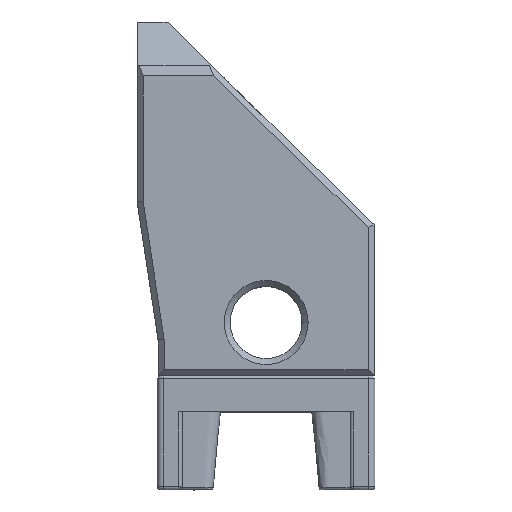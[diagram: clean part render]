
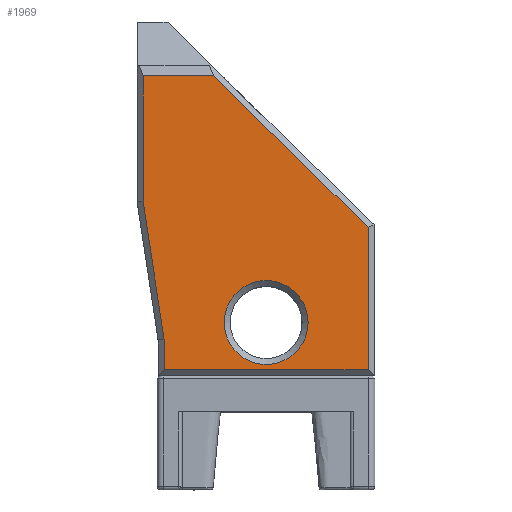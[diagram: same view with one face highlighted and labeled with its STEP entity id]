
A CAD part, top view. The second image highlights one B-rep face of the part: STEP entity #1969.
In plain terms, the highlighted planar face has unit normal (0, 0, 1).
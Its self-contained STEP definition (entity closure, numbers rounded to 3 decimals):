
#99=FACE_BOUND('',#403,.T.);
#185=CIRCLE('',#2164,7.);
#280=FACE_OUTER_BOUND('',#402,.T.);
#402=EDGE_LOOP('',(#1675,#1676,#1677,#1678,#1679,#1680,#1681));
#403=EDGE_LOOP('',(#1682));
#579=LINE('',#4156,#736);
#580=LINE('',#4158,#737);
#581=LINE('',#4160,#738);
#582=LINE('',#4162,#739);
#583=LINE('',#4164,#740);
#584=LINE('',#4166,#741);
#585=LINE('',#4167,#742);
#736=VECTOR('',#2626,10.);
#737=VECTOR('',#2627,10.);
#738=VECTOR('',#2628,10.);
#739=VECTOR('',#2629,10.);
#740=VECTOR('',#2630,10.);
#741=VECTOR('',#2631,10.);
#742=VECTOR('',#2632,10.);
#924=VERTEX_POINT('',#4129);
#930=VERTEX_POINT('',#4154);
#931=VERTEX_POINT('',#4155);
#932=VERTEX_POINT('',#4157);
#933=VERTEX_POINT('',#4159);
#934=VERTEX_POINT('',#4161);
#935=VERTEX_POINT('',#4163);
#936=VERTEX_POINT('',#4165);
#1182=EDGE_CURVE('',#924,#924,#185,.T.);
#1190=EDGE_CURVE('',#930,#931,#579,.T.);
#1191=EDGE_CURVE('',#932,#930,#580,.T.);
#1192=EDGE_CURVE('',#933,#932,#581,.T.);
#1193=EDGE_CURVE('',#934,#933,#582,.T.);
#1194=EDGE_CURVE('',#935,#934,#583,.T.);
#1195=EDGE_CURVE('',#936,#935,#584,.T.);
#1196=EDGE_CURVE('',#931,#936,#585,.T.);
#1675=ORIENTED_EDGE('',*,*,#1190,.F.);
#1676=ORIENTED_EDGE('',*,*,#1191,.F.);
#1677=ORIENTED_EDGE('',*,*,#1192,.F.);
#1678=ORIENTED_EDGE('',*,*,#1193,.F.);
#1679=ORIENTED_EDGE('',*,*,#1194,.F.);
#1680=ORIENTED_EDGE('',*,*,#1195,.F.);
#1681=ORIENTED_EDGE('',*,*,#1196,.F.);
#1682=ORIENTED_EDGE('',*,*,#1182,.F.);
#1861=PLANE('',#2169);
#1969=ADVANCED_FACE('',(#280,#99),#1861,.T.);
#2164=AXIS2_PLACEMENT_3D('',#4130,#2612,#2613);
#2169=AXIS2_PLACEMENT_3D('',#4153,#2624,#2625);
#2612=DIRECTION('center_axis',(0.,0.,
1.));
#2613=DIRECTION('ref_axis',(-1.,0.,0.));
#2624=DIRECTION('center_axis',(0.,0.,
1.));
#2625=DIRECTION('ref_axis',(1.,0.,0.));
#2626=DIRECTION('',(1.,0.,0.));
#2627=DIRECTION('',(0.,1.,0.));
#2628=DIRECTION('',(-0.15,0.989,0.));
#2629=DIRECTION('',(0.,1.,0.));
#2630=DIRECTION('',(-1.,0.,0.));
#2631=DIRECTION('',(0.,-1.,0.));
#2632=DIRECTION('',(0.714,-0.7,0.));
#4129=CARTESIAN_POINT('',(7.,14.9,0.));
#4130=CARTESIAN_POINT('Origin',(0.,14.9,
0.));
#4153=CARTESIAN_POINT('Origin',(-18.,6.,0.));
#4154=CARTESIAN_POINT('',(-20.5,56.,0.));
#4155=CARTESIAN_POINT('',(-8.753,56.,0.));
#4156=CARTESIAN_POINT('',(-18.875,56.,0.));
#4157=CARTESIAN_POINT('',(-20.5,35.076,0.));
#4158=CARTESIAN_POINT('',(-20.5,20.5,0.));
#4159=CARTESIAN_POINT('',(-17.,12.076,0.));
#4160=CARTESIAN_POINT('',(-16.565,9.218,0.));
#4161=CARTESIAN_POINT('',(-17.,7.,0.));
#4162=CARTESIAN_POINT('',(-17.,6.,0.));
#4163=CARTESIAN_POINT('',(17.,7.,0.));
#4164=CARTESIAN_POINT('',(-9.,7.,0.));
#4165=CARTESIAN_POINT('',(17.,30.736,0.));
#4166=CARTESIAN_POINT('',(17.,6.,0.));
#4167=CARTESIAN_POINT('',(-2.835,50.194,0.));
